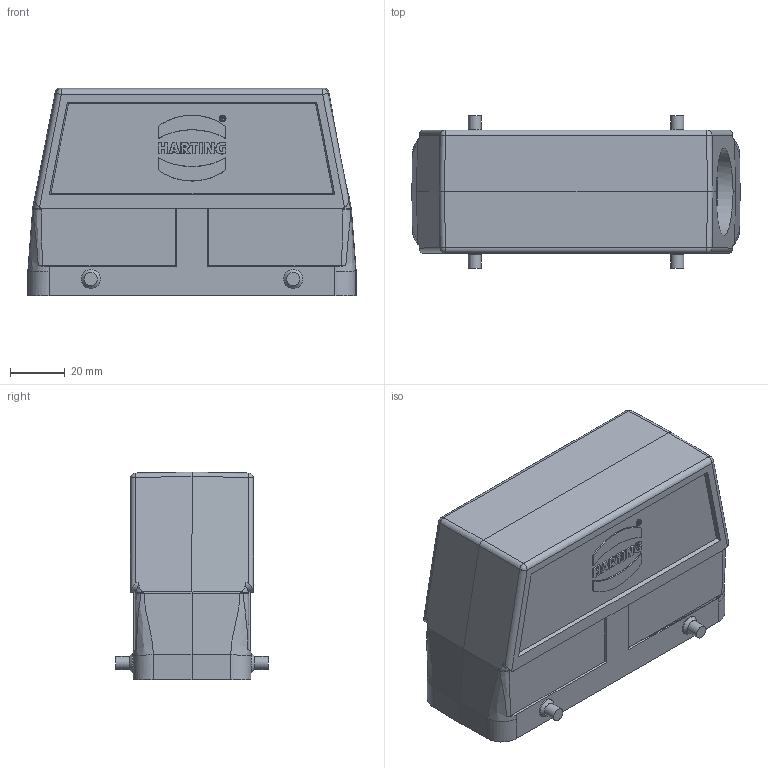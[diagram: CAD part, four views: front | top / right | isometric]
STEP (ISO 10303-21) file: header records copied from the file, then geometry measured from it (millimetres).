
FILE_DESCRIPTION(/* description */ (''),/* implementation_level */ '2;1');
FILE_NAME(/* name */ '100094895ugm000_d.stp',/* time_stamp */ '2019-11-08T07:12:53+01:00',/* author */ (''),/* organization */ (''),/* preprocessor_version */ 'ST-DEVELOPER v16.7',/* originating_system */ 'SIEMENS PLM Software NX 12.0',/* authorisation */ '');
FILE_SCHEMA (('AUTOMOTIVE_DESIGN { 1 0 10303 214 3 1 1 1 }'));
Length unit declared in the file: millimetre
Products named in the file (1): 100094895ugm000_d
Bounding box: 120 x 55.6 x 76 mm (x, y, z)
Volume: 94374.9 mm3; surface area: 52973.1 mm2
Topology: 1 solids, 1 shells, 260 faces, 659 edges, 427 vertices
Faces by surface type: plane 172, cylinder 37, bspline 29, cone 18, sphere 4
Full cylindrical faces by diameter (mm): 3 x4, 4.8 x4, 7 x4, 32 x1
Entity records: 10150 total; most frequent: CARTESIAN_POINT 3410, ORIENTED_EDGE 1272, DIRECTION 1083, EDGE_CURVE 636, VERTEX_POINT 421, LINE 409, VECTOR 409, AXIS2_PLACEMENT_3D 337
